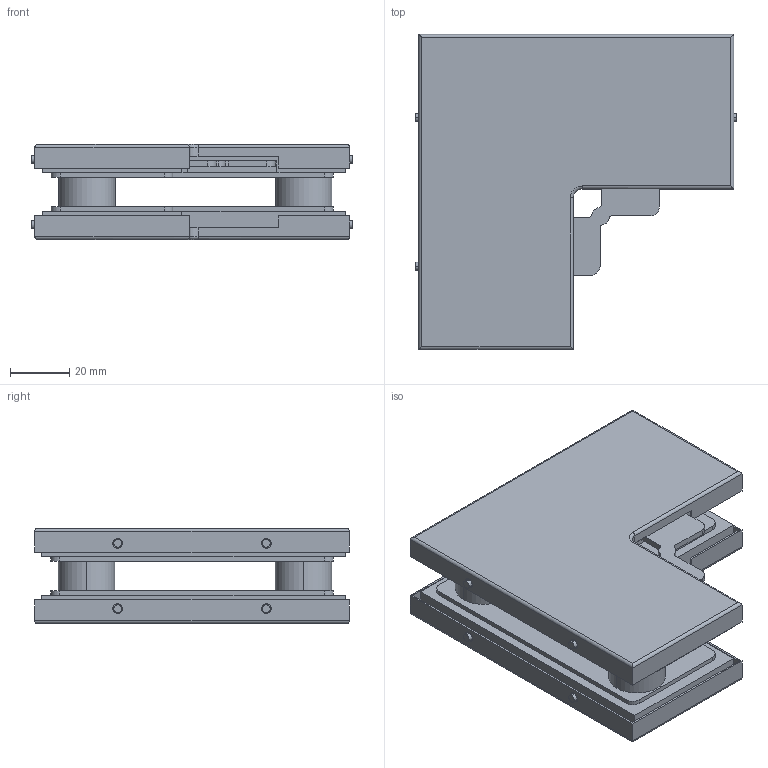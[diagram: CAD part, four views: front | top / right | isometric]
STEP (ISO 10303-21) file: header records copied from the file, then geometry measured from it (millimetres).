
FILE_DESCRIPTION (( 'STEP AP203' ), '1' );
FILE_NAME ('GS-304_ZP-809_S.STEP', '2019-03-28T06:45:25', ( '' ), ( '' ), 'SwSTEP 2.0', 'SolidWorks 2018', '' );
FILE_SCHEMA (( 'CONFIG_CONTROL_DESIGN' ));
Length unit declared in the file: millimetre
Products named in the file (4): GS-304_ZP-809_S.P3; GS-304_ZP-809_S.P4; GS-304_ZP-809_S.P2; GS-304_ZP-809_S
Assembly tree (4 placements, depth 2):
  GS-304_ZP-809_S
    GS-304_ZP-809_S.P2
    GS-304_ZP-809_S.P3
    GS-304_ZP-809_S.P4  x2
Bounding box: 108.2 x 106 x 32 mm (x, y, z)
Volume: 165922.9 mm3; surface area: 110109.2 mm2
Topology: 10 solids, 10 shells, 204 faces, 482 edges, 312 vertices
Faces by surface type: plane 108, cylinder 92, torus 4
Entity records: 5693 total; most frequent: CARTESIAN_POINT 961, DIRECTION 921, ORIENTED_EDGE 862, EDGE_CURVE 431, AXIS2_PLACEMENT_3D 318, VECTOR 285, LINE 285, VERTEX_POINT 278
